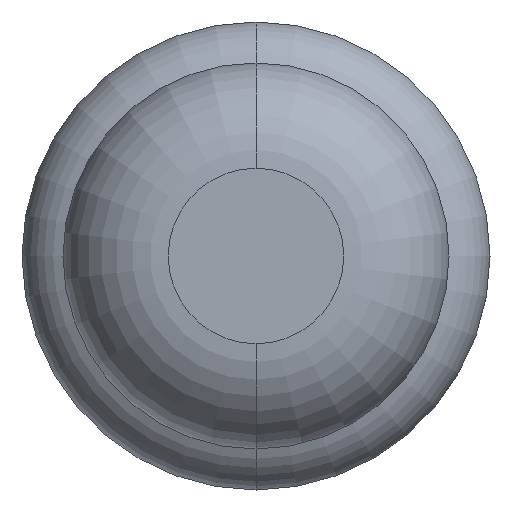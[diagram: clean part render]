
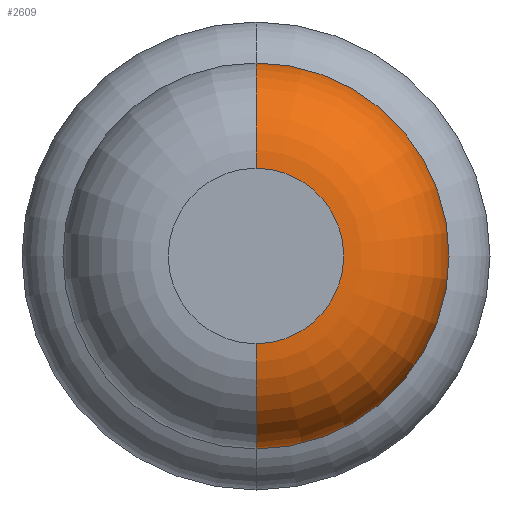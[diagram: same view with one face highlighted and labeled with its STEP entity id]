
A CAD part, front view. The second image highlights one B-rep face of the part: STEP entity #2609.
In plain terms, the highlighted toroidal (fillet/blend) face has major radius 0.375 mm and minor radius 0.45 mm.
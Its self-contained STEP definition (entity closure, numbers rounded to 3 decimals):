
#38 = CARTESIAN_POINT ( 'NONE',  ( 0., -23.55, 0. ) ) ;
#104 = DIRECTION ( 'NONE',  ( 0., 0., 1. ) ) ;
#312 = CARTESIAN_POINT ( 'NONE',  ( 0., -24., -0.375 ) ) ;
#756 = CARTESIAN_POINT ( 'NONE',  ( 0., -24., 0. ) ) ;
#1016 = VERTEX_POINT ( 'NONE', #2142 ) ;
#1215 = EDGE_CURVE ( 'NONE', #1016, #1656, #3175, .T. ) ;
#1230 = TOROIDAL_SURFACE ( 'NONE', #2290, 0.375, 0.45 ) ;
#1282 = DIRECTION ( 'NONE',  ( 0., 0., 1. ) ) ;
#1635 = EDGE_CURVE ( 'Defeature ausgef�hrt1_3+Defeature ausgef�hrt1_2+Defeature ausgef�hrt1_2+Defeature ausgef�hrt1_2', #1656, #2999, #1927, .T. ) ;
#1656 = VERTEX_POINT ( 'NONE', #2163 ) ;
#1797 = AXIS2_PLACEMENT_3D ( 'NONE', #1906, #3087, #1282 ) ;
#1848 = DIRECTION ( 'NONE',  ( 0., 0., -1. ) ) ;
#1906 = CARTESIAN_POINT ( 'NONE',  ( 0., -23.55, 0.375 ) ) ;
#1926 = AXIS2_PLACEMENT_3D ( 'NONE', #756, #2556, #3159 ) ;
#1927 = CIRCLE ( 'NONE', #3569, 0.825 ) ;
#1977 = CIRCLE ( 'NONE', #1926, 0.375 ) ;
#2142 = CARTESIAN_POINT ( 'NONE',  ( 0., -24., 0.375 ) ) ;
#2163 = CARTESIAN_POINT ( 'NONE',  ( 0., -23.55, 0.825 ) ) ;
#2176 = DIRECTION ( 'NONE',  ( 0., 1., 0. ) ) ;
#2181 = EDGE_CURVE ( 'NONE', #3104, #2999, #2692, .T. ) ;
#2290 = AXIS2_PLACEMENT_3D ( 'NONE', #2696, #3921, #3934 ) ;
#2367 = EDGE_CURVE ( 'Defeature ausgef�hrt1_2+Defeature ausgef�hrt1_1+Defeature ausgef�hrt1_1+Defeature ausgef�hrt1_1', #1016, #3104, #1977, .T. ) ;
#2556 = DIRECTION ( 'NONE',  ( 0., 1., 0. ) ) ;
#2609 = ADVANCED_FACE ( 'Defeature ausgef�hrt1_2', ( #2932 ), #1230, .T. ) ;
#2692 = CIRCLE ( 'NONE', #3185, 0.45 ) ;
#2696 = CARTESIAN_POINT ( 'NONE',  ( 0., -23.55, 0. ) ) ;
#2744 = ORIENTED_EDGE ( 'NONE', *, *, #1635, .F. ) ;
#2932 = FACE_OUTER_BOUND ( 'NONE', #3935, .T. ) ;
#2999 = VERTEX_POINT ( 'NONE', #3286 ) ;
#3087 = DIRECTION ( 'NONE',  ( -1., 0., 0. ) ) ;
#3104 = VERTEX_POINT ( 'NONE', #312 ) ;
#3159 = DIRECTION ( 'NONE',  ( 0., 0., 1. ) ) ;
#3175 = CIRCLE ( 'NONE', #1797, 0.45 ) ;
#3185 = AXIS2_PLACEMENT_3D ( 'NONE', #3686, #3627, #1848 ) ;
#3286 = CARTESIAN_POINT ( 'NONE',  ( 0., -23.55, -0.825 ) ) ;
#3358 = ORIENTED_EDGE ( 'NONE', *, *, #1215, .F. ) ;
#3369 = ORIENTED_EDGE ( 'NONE', *, *, #2181, .T. ) ;
#3569 = AXIS2_PLACEMENT_3D ( 'NONE', #38, #2176, #104 ) ;
#3627 = DIRECTION ( 'NONE',  ( 1., 0., 0. ) ) ;
#3686 = CARTESIAN_POINT ( 'NONE',  ( 0., -23.55, -0.375 ) ) ;
#3689 = ORIENTED_EDGE ( 'NONE', *, *, #2367, .T. ) ;
#3921 = DIRECTION ( 'NONE',  ( 0., 1., 0. ) ) ;
#3934 = DIRECTION ( 'NONE',  ( 0., 0., 1. ) ) ;
#3935 = EDGE_LOOP ( 'NONE', ( #3689, #3369, #2744, #3358 ) ) ;
